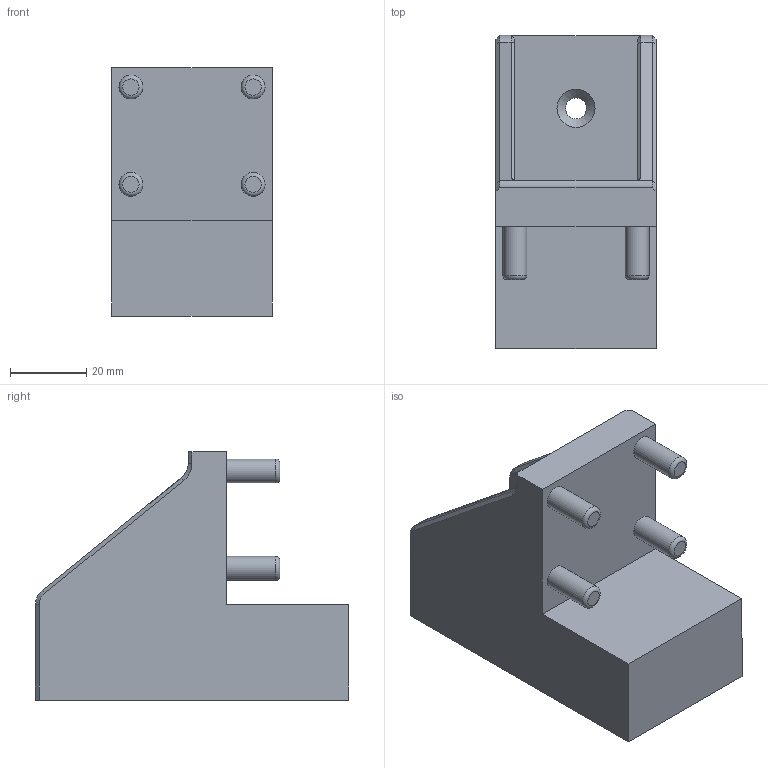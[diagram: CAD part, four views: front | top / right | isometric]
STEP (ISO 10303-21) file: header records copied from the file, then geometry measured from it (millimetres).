
FILE_DESCRIPTION(('FreeCAD Model'),'2;1');
FILE_NAME('Open CASCADE Shape Model','2026-02-15T20:39:12',('Author'),( ''),'Open CASCADE STEP processor 7.8','FreeCAD','Unknown');
FILE_SCHEMA(('AUTOMOTIVE_DESIGN { 1 0 10303 214 1 1 1 1 }'));
Length unit declared in the file: millimetre
Products named in the file (1): Body
Bounding box: 42 x 82 x 65 mm (x, y, z)
Surface area: 21686.1 mm2 (no closed solid volume)
Topology: 0 solids, 1 shells, 50 faces, 116 edges, 72 vertices
Faces by surface type: plane 29, cylinder 8, cone 7, torus 4, bspline 2
Full cylindrical faces by diameter (mm): 5.5 x1, 6.25 x4
Entity records: 1596 total; most frequent: CARTESIAN_POINT 420, DIRECTION 241, ORIENTED_EDGE 231, EDGE_CURVE 116, LINE 81, VECTOR 81, AXIS2_PLACEMENT_3D 80, VERTEX_POINT 73
